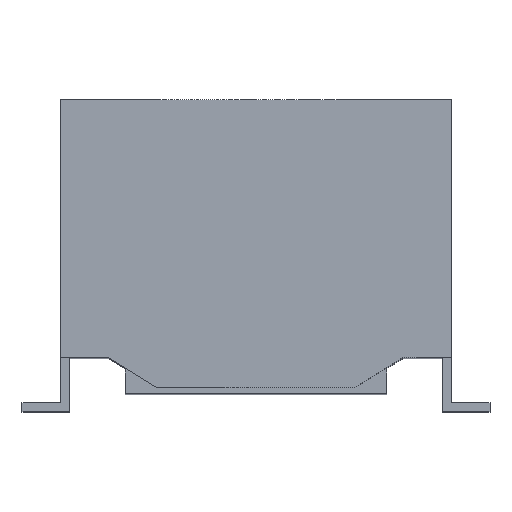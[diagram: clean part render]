
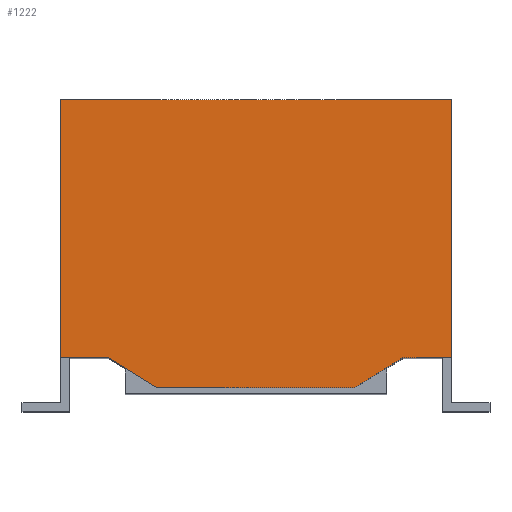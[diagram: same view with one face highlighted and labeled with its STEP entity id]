
A CAD part, top view. The second image highlights one B-rep face of the part: STEP entity #1222.
In plain terms, the highlighted planar face has unit normal (0, 0, 1).
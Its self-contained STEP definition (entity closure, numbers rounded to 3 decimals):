
#50 = EDGE_CURVE ( 'NONE', #3791, #2850, #3106, .T. ) ;
#133 = DIRECTION ( 'NONE',  ( 1., 0., 0. ) ) ;
#240 = DIRECTION ( 'NONE',  ( -0.848, -0.53, 0. ) ) ;
#279 = DIRECTION ( 'NONE',  ( 0., 0., -1. ) ) ;
#376 = CARTESIAN_POINT ( 'NONE',  ( -3.25, 5.2, 5. ) ) ;
#590 = ORIENTED_EDGE ( 'NONE', *, *, #50, .F. ) ;
#600 = CARTESIAN_POINT ( 'NONE',  ( 3.25, 5.2, 5. ) ) ;
#605 = VECTOR ( 'NONE', #3506, 1000. ) ;
#693 = DIRECTION ( 'NONE',  ( -0.848, 0.53, 0. ) ) ;
#758 = LINE ( 'NONE', #1909, #3099 ) ;
#782 = CARTESIAN_POINT ( 'NONE',  ( -2.45, 0.9, 5. ) ) ;
#814 = EDGE_CURVE ( 'NONE', #2850, #2736, #1443, .T. ) ;
#947 = LINE ( 'NONE', #3684, #1585 ) ;
#982 = CARTESIAN_POINT ( 'NONE',  ( 1.65, 0.4, 5. ) ) ;
#993 = CARTESIAN_POINT ( 'NONE',  ( -3.25, 0.9, 5. ) ) ;
#1066 = ORIENTED_EDGE ( 'NONE', *, *, #3372, .F. ) ;
#1093 = VECTOR ( 'NONE', #693, 1000. ) ;
#1135 = EDGE_CURVE ( 'NONE', #2018, #3791, #3134, .T. ) ;
#1142 = VECTOR ( 'NONE', #3710, 1000. ) ;
#1185 = CARTESIAN_POINT ( 'NONE',  ( -3.25, 5.2, 5. ) ) ;
#1222 = ADVANCED_FACE ( 'NONE', ( #2596 ), #1503, .F. ) ;
#1357 = CARTESIAN_POINT ( 'NONE',  ( -1.65, 0.4, 5. ) ) ;
#1407 = EDGE_CURVE ( 'NONE', #2018, #1487, #758, .T. ) ;
#1428 = CARTESIAN_POINT ( 'NONE',  ( 3.25, 0.9, 5. ) ) ;
#1443 = LINE ( 'NONE', #1631, #605 ) ;
#1487 = VERTEX_POINT ( 'NONE', #2969 ) ;
#1503 = PLANE ( 'NONE',  #3369 ) ;
#1549 = ORIENTED_EDGE ( 'NONE', *, *, #2115, .F. ) ;
#1585 = VECTOR ( 'NONE', #133, 1000. ) ;
#1631 = CARTESIAN_POINT ( 'NONE',  ( 3.25, 0.4, 5. ) ) ;
#1713 = ORIENTED_EDGE ( 'NONE', *, *, #1135, .F. ) ;
#1852 = CARTESIAN_POINT ( 'NONE',  ( 2.45, 0.9, 5. ) ) ;
#1896 = VERTEX_POINT ( 'NONE', #993 ) ;
#1909 = CARTESIAN_POINT ( 'NONE',  ( 3.25, 5.2, 5. ) ) ;
#1940 = EDGE_CURVE ( 'NONE', #2736, #2680, #2849, .T. ) ;
#2018 = VERTEX_POINT ( 'NONE', #2324 ) ;
#2077 = VECTOR ( 'NONE', #3373, 1000. ) ;
#2115 = EDGE_CURVE ( 'NONE', #3838, #1487, #947, .T. ) ;
#2167 = EDGE_CURVE ( 'NONE', #2680, #1896, #3497, .T. ) ;
#2197 = ORIENTED_EDGE ( 'NONE', *, *, #1940, .F. ) ;
#2324 = CARTESIAN_POINT ( 'NONE',  ( 3.25, 0.9, 5. ) ) ;
#2358 = VECTOR ( 'NONE', #240, 1000. ) ;
#2455 = DIRECTION ( 'NONE',  ( -1., 0., 0. ) ) ;
#2465 = CARTESIAN_POINT ( 'NONE',  ( 3.25, 0.9, 5. ) ) ;
#2483 = ORIENTED_EDGE ( 'NONE', *, *, #814, .F. ) ;
#2487 = CARTESIAN_POINT ( 'NONE',  ( -1.65, 0.4, 5. ) ) ;
#2595 = ORIENTED_EDGE ( 'NONE', *, *, #2167, .F. ) ;
#2596 = FACE_OUTER_BOUND ( 'NONE', #3883, .T. ) ;
#2680 = VERTEX_POINT ( 'NONE', #782 ) ;
#2736 = VERTEX_POINT ( 'NONE', #2487 ) ;
#2849 = LINE ( 'NONE', #1357, #1093 ) ;
#2850 = VERTEX_POINT ( 'NONE', #982 ) ;
#2880 = DIRECTION ( 'NONE',  ( 0., 1., 0. ) ) ;
#2962 = LINE ( 'NONE', #1185, #3716 ) ;
#2969 = CARTESIAN_POINT ( 'NONE',  ( 3.25, 5.2, 5. ) ) ;
#3099 = VECTOR ( 'NONE', #2880, 1000. ) ;
#3106 = LINE ( 'NONE', #1852, #2358 ) ;
#3134 = LINE ( 'NONE', #1428, #2077 ) ;
#3369 = AXIS2_PLACEMENT_3D ( 'NONE', #600, #279, #2455 ) ;
#3372 = EDGE_CURVE ( 'NONE', #1896, #3838, #2962, .T. ) ;
#3373 = DIRECTION ( 'NONE',  ( -1., 0., 0. ) ) ;
#3497 = LINE ( 'NONE', #2465, #1142 ) ;
#3506 = DIRECTION ( 'NONE',  ( -1., 0., 0. ) ) ;
#3628 = ORIENTED_EDGE ( 'NONE', *, *, #1407, .T. ) ;
#3684 = CARTESIAN_POINT ( 'NONE',  ( -3.25, 5.2, 5. ) ) ;
#3693 = CARTESIAN_POINT ( 'NONE',  ( 2.45, 0.9, 5. ) ) ;
#3710 = DIRECTION ( 'NONE',  ( -1., 0., 0. ) ) ;
#3716 = VECTOR ( 'NONE', #3770, 1000. ) ;
#3770 = DIRECTION ( 'NONE',  ( 0., 1., 0. ) ) ;
#3791 = VERTEX_POINT ( 'NONE', #3693 ) ;
#3838 = VERTEX_POINT ( 'NONE', #376 ) ;
#3883 = EDGE_LOOP ( 'NONE', ( #2197, #2483, #590, #1713, #3628, #1549, #1066, #2595 ) ) ;
